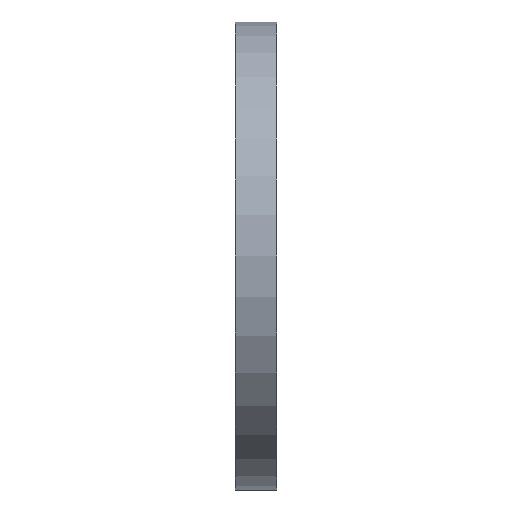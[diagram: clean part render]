
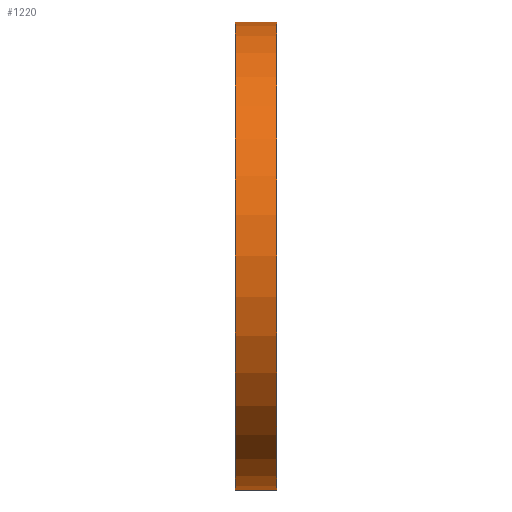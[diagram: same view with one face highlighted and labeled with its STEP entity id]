
A CAD part, front view. The second image highlights one B-rep face of the part: STEP entity #1220.
In plain terms, the highlighted cylindrical face has radius 266.7 mm (diameter 533.4 mm), a partial arc.
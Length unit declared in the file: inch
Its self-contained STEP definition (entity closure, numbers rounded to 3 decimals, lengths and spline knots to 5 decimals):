
#33 = AXIS2_PLACEMENT_3D ( 'NONE', #127, #134, #632 ) ;
#60 = CIRCLE ( 'NONE', #1592, 10.5 ) ;
#127 = CARTESIAN_POINT ( 'NONE',  ( 0., 0., 0. ) ) ;
#128 = VERTEX_POINT ( 'NONE', #1300 ) ;
#134 = DIRECTION ( 'NONE',  ( -1., 0., 0. ) ) ;
#143 = AXIS2_PLACEMENT_3D ( 'NONE', #812, #280, #1052 ) ;
#150 = DIRECTION ( 'NONE',  ( 0., 0., 1. ) ) ;
#245 = EDGE_CURVE ( 'NONE', #514, #1394, #355, .T. ) ;
#247 = CYLINDRICAL_SURFACE ( 'NONE', #33, 10.5 ) ;
#267 = LINE ( 'NONE', #1013, #858 ) ;
#280 = DIRECTION ( 'NONE',  ( -1., 0., 0. ) ) ;
#355 = LINE ( 'NONE', #906, #469 ) ;
#392 = VERTEX_POINT ( 'NONE', #1303 ) ;
#439 = ORIENTED_EDGE ( 'NONE', *, *, #1526, .T. ) ;
#469 = VECTOR ( 'NONE', #1147, 39.37008 ) ;
#481 = CARTESIAN_POINT ( 'NONE',  ( 1.9375, 0., -10.5 ) ) ;
#514 = VERTEX_POINT ( 'NONE', #481 ) ;
#572 = ORIENTED_EDGE ( 'NONE', *, *, #1243, .T. ) ;
#632 = DIRECTION ( 'NONE',  ( 0., 0., 1. ) ) ;
#812 = CARTESIAN_POINT ( 'NONE',  ( 1.9375, 0., 0. ) ) ;
#858 = VECTOR ( 'NONE', #1530, 39.37008 ) ;
#860 = CIRCLE ( 'NONE', #143, 10.5 ) ;
#906 = CARTESIAN_POINT ( 'NONE',  ( 0., 0., -10.5 ) ) ;
#1013 = CARTESIAN_POINT ( 'NONE',  ( 0., 0., 10.5 ) ) ;
#1052 = DIRECTION ( 'NONE',  ( 0., 0., 1. ) ) ;
#1066 = CARTESIAN_POINT ( 'NONE',  ( 0.0625, 0., -10.5 ) ) ;
#1081 = ORIENTED_EDGE ( 'NONE', *, *, #1458, .F. ) ;
#1147 = DIRECTION ( 'NONE',  ( -1., 0., 0. ) ) ;
#1215 = DIRECTION ( 'NONE',  ( -1., 0., 0. ) ) ;
#1220 = ADVANCED_FACE ( 'NONE', ( #1304 ), #247, .T. ) ;
#1243 = EDGE_CURVE ( 'NONE', #392, #128, #267, .T. ) ;
#1287 = ORIENTED_EDGE ( 'NONE', *, *, #245, .F. ) ;
#1300 = CARTESIAN_POINT ( 'NONE',  ( 0.0625, 0., 10.5 ) ) ;
#1303 = CARTESIAN_POINT ( 'NONE',  ( 1.9375, 0., 10.5 ) ) ;
#1304 = FACE_OUTER_BOUND ( 'NONE', #1484, .T. ) ;
#1394 = VERTEX_POINT ( 'NONE', #1066 ) ;
#1458 = EDGE_CURVE ( 'NONE', #1394, #128, #60, .T. ) ;
#1484 = EDGE_LOOP ( 'NONE', ( #1287, #439, #572, #1081 ) ) ;
#1526 = EDGE_CURVE ( 'NONE', #514, #392, #860, .T. ) ;
#1530 = DIRECTION ( 'NONE',  ( -1., 0., 0. ) ) ;
#1583 = CARTESIAN_POINT ( 'NONE',  ( 0.0625, 0., 0. ) ) ;
#1592 = AXIS2_PLACEMENT_3D ( 'NONE', #1583, #1215, #150 ) ;
